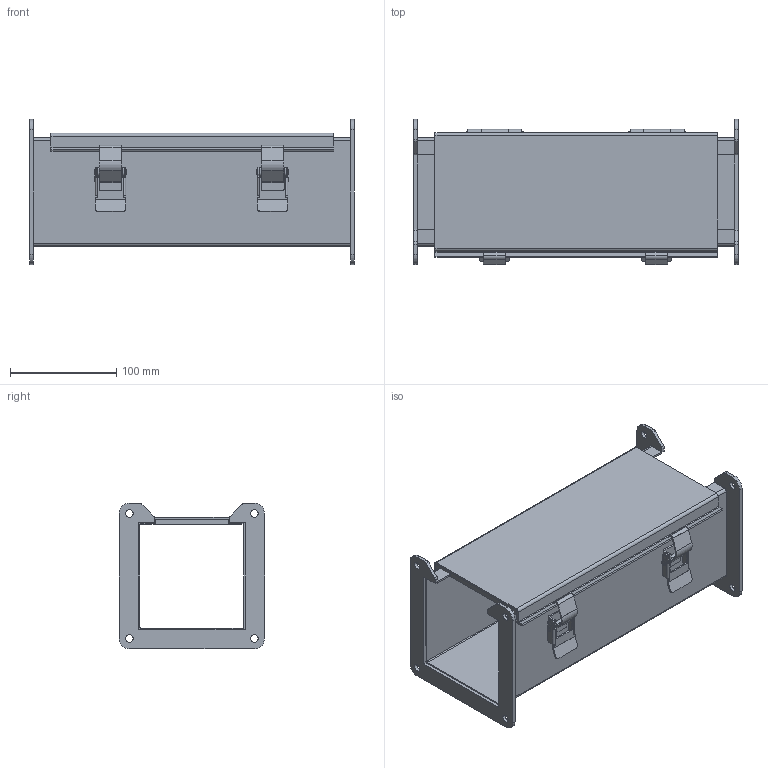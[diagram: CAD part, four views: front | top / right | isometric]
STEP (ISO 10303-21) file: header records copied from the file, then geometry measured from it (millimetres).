
FILE_DESCRIPTION (( 'STEP AP203' ), '1' );
FILE_NAME ('1485C12.step', '2020-11-19T14:31:04', ( 'ADC123' ), ( 'Microsoft' ), 'SwSTEP 2.0', 'SolidWorks 2019', '' );
FILE_SCHEMA (( 'CONFIG_CONTROL_DESIGN' ));
Length unit declared in the file: inch
Products named in the file (1): 1485C12
Bounding box: 304.8 x 136.71 x 136.53 mm (x, y, z)
Volume: 371830 mm3; surface area: 367390.8 mm2
Topology: 20 solids, 20 shells, 410 faces, 1078 edges, 712 vertices
Faces by surface type: plane 250, cylinder 156, bspline 4
Full cylindrical faces by diameter (mm): 3.175 x4, 3.302 x4, 3.969 x4, 4.166 x4, 4.763 x6, 7.137 x8
Entity records: 12633 total; most frequent: CARTESIAN_POINT 2283, DIRECTION 2158, ORIENTED_EDGE 2076, EDGE_CURVE 1038, AXIS2_PLACEMENT_3D 725, VERTEX_POINT 710, VECTOR 708, LINE 708
